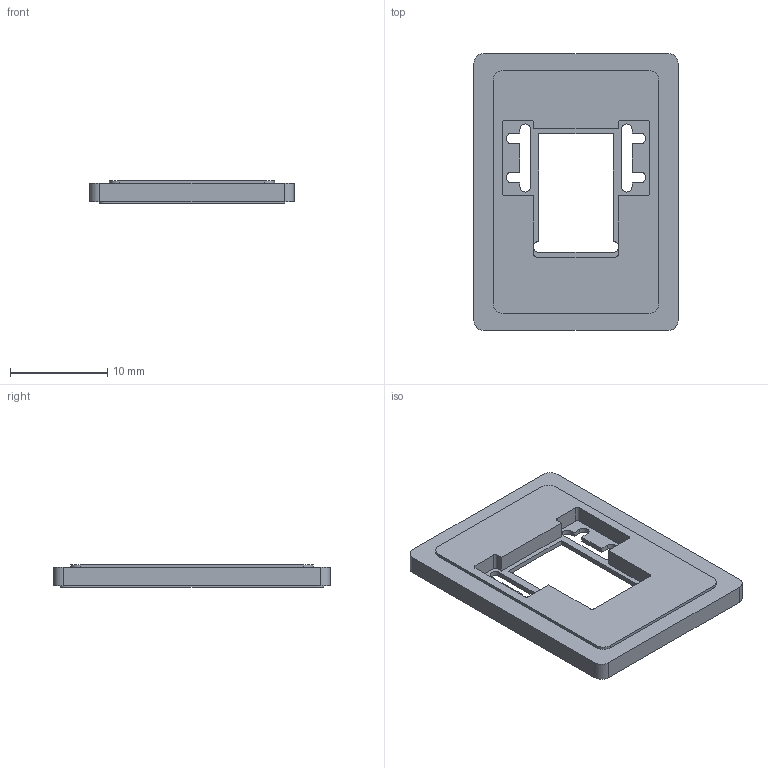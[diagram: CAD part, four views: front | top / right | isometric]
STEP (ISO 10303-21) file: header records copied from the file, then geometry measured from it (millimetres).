
FILE_DESCRIPTION(/* description */ ('STEP AP214'),/* implementation_level */ '2;1');
FILE_NAME(/* name */ '35558_MV-LD-12-24DC',/* time_stamp */ '2024-09-11T21:13:49+02:00',/* author */ ('License CC BY-ND 4.0'),/* organization */ ('CADENAS'),/* preprocessor_version */ 'ST-DEVELOPER v19.3',/* originating_system */ 'PARTsolutions',/* authorisation */ ' ');
FILE_SCHEMA (('MODEL_BASED_INTEGRATED_MANUFACTURING_SCHEMA','AUTOMOTIVE_DESIGN {1 0 10303 214 3 1 1}'));
Length unit declared in the file: millimetre
Products named in the file (1): 35558 MV-LD-12-24DC
Bounding box: 21 x 28.5 x 2.35 mm (x, y, z)
Volume: 927.8 mm3; surface area: 1342.5 mm2
Topology: 1 solids, 1 shells, 91 faces, 258 edges, 172 vertices
Faces by surface type: plane 55, cylinder 36
Entity records: 3006 total; most frequent: CARTESIAN_POINT 522, ORIENTED_EDGE 516, DIRECTION 514, EDGE_CURVE 258, LINE 186, VECTOR 186, VERTEX_POINT 172, AXIS2_PLACEMENT_3D 164
